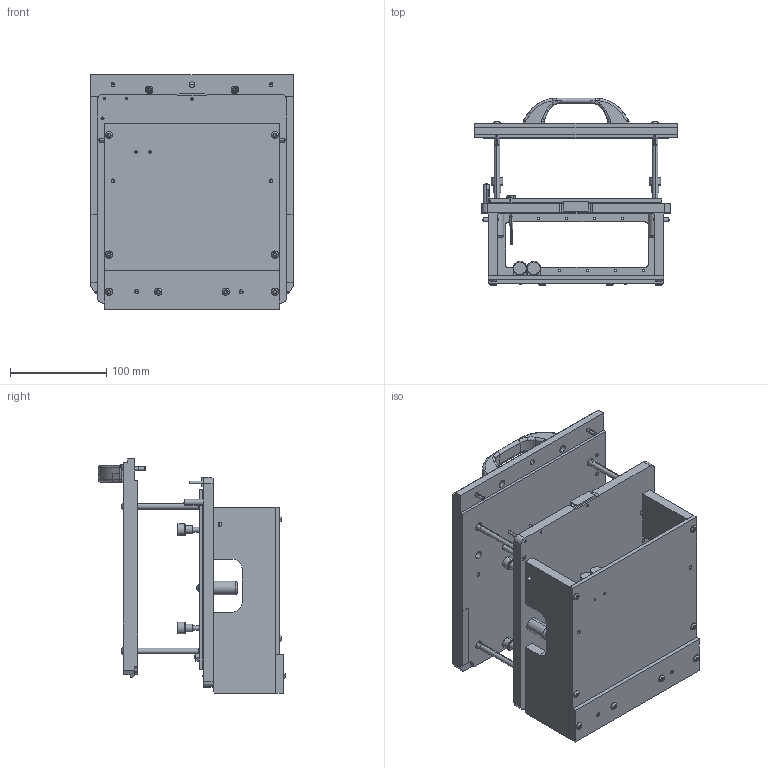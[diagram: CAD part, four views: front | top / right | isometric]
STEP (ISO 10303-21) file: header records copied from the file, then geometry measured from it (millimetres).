
FILE_DESCRIPTION (( 'STEP AP214' ), '1' );
FILE_NAME ('45990-KIT~1.STEP', '2019-09-19T08:50:16', ( '' ), ( '' ), 'SwSTEP 2.0', 'SolidWorks 2018', '' );
FILE_SCHEMA (( 'AUTOMOTIVE_DESIGN' ));
Length unit declared in the file: millimetre
Products named in the file (39): 43627~0_Hub 22,5mm<Standard>; GKS-114-0015~-g-k-s_Hub = 08,0 <S>; 44408~2_S; 2393~0_S; 45993~3_S; 32457~0_S; DIN6325~n_04,0m6x016; 41880~3; 45992~1_ohne Transportschrauben <S>; 3699~0_zwei <Standard>; ISO7380~n_M03,0x006; 45887~1_S; 41369~1_S; 41367~5_S; 45988~1_S; 2229~6; DIN6325~n_06,0m6x030; KS-113-Master~-k-s_KS-113 23; ISO7380~n_M04,0x012; 45716~1_f〉 NSRL-Ausbau ohne Platte <S>; 45990-KIT~1; 32293~0_S; 53731~0; 2196~6; ISO7380~n_M04,0x020; 46869~0_S; DIN6325~n_03,0m6x016; DIN7991~n_M03,0x010 VA; DIN7979~n_04,0m6x020M3; 46844~0_S; DIN125~n_03,2 M03,0; DIN7991~n_M03,0x006; DIN6325~n_03,0m6x024; 45987~3; 45991~1; 41899~3_flexiebel <S>; 3917~3_M 3 A; 45986~2_ICT Stellung (kontaktiert) <S>; DIN912~n_M03,0x012
Assembly tree (80 placements, depth 4):
  45990-KIT~1
    45986~2_ICT Stellung (kontaktiert) <S>
      41899~3_flexiebel <S>
        KS-113-Master~-k-s_KS-113 23
        GKS-114-0015~-g-k-s_Hub = 08,0 <S>
        53731~0
        3917~3_M 3 A
      45987~3
      45988~1_S
      46844~0_S  x2
      45991~1
      44408~2_S
      45887~1_S
      43627~0_Hub 22,5mm<Standard>  x4
      2196~6  x2
      2229~6  x2
      46869~0_S  x4
      32293~0_S
      41880~3
      3699~0_zwei <Standard>
      ISO7380~n_M04,0x012  x16
      DIN7991~n_M03,0x010 VA
      DIN6325~n_03,0m6x016
      DIN6325~n_03,0m6x024
      DIN6325~n_04,0m6x016  x6
      DIN6325~n_06,0m6x030
      DIN7991~n_M03,0x006  x2
      41367~5_S  x2
    45992~1_ohne Transportschrauben <S>
      45716~1_f〉 NSRL-Ausbau ohne Platte <S>
        32457~0_S
        DIN7979~n_04,0m6x020M3  x2
        ISO7380~n_M03,0x006  x2
        41369~1_S  x4
        ISO7380~n_M04,0x020  x4
        DIN912~n_M03,0x012  x2
        2393~0_S  x2
        DIN125~n_03,2 M03,0  x2
      45993~3_S
Bounding box: 210 x 194.2 x 243 mm (x, y, z)
Volume: 1718521.8 mm3; surface area: 478512.3 mm2
Topology: 86 solids, 86 shells, 3045 faces, 7115 edges, 4594 vertices
Faces by surface type: plane 1457, cylinder 1132, cone 240, torus 120, bspline 52, sphere 44
Entity records: 84035 total; most frequent: CARTESIAN_POINT 18212, DIRECTION 11158, ORIENTED_EDGE 9996, EDGE_CURVE 4998, AXIS2_PLACEMENT_3D 4131, VERTEX_POINT 3266, VECTOR 2896, LINE 2896
